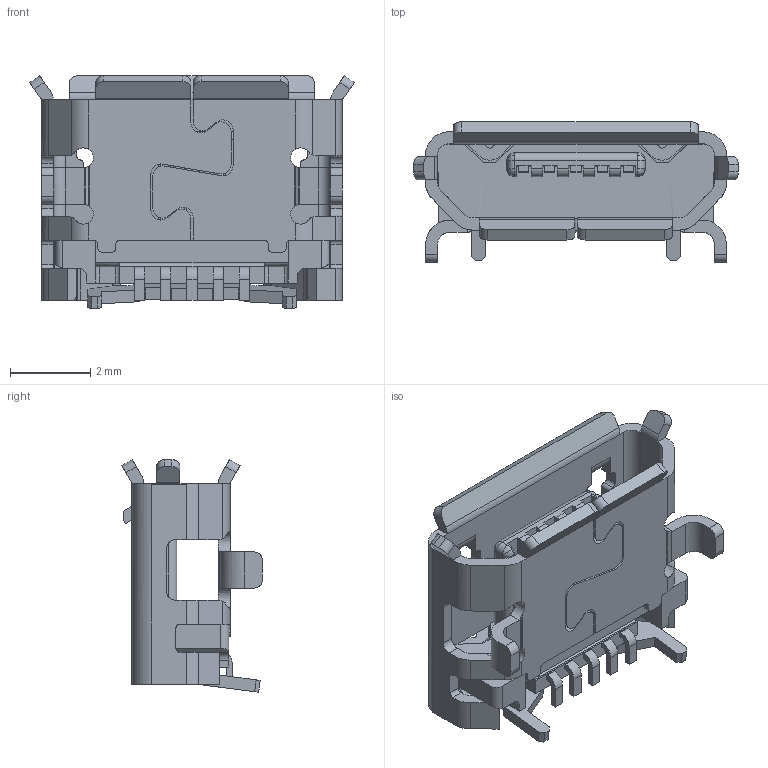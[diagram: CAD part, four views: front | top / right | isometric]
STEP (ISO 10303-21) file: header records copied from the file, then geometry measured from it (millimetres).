
FILE_DESCRIPTION (( 'STEP AP214' ), '1' );
FILE_NAME ('part ZX62D-B-5P8.STEP', '2018-11-26T23:56:28', ( '' ), ( '' ), 'SwSTEP 2.0', 'SolidWorks 2017', '' );
FILE_SCHEMA (( 'AUTOMOTIVE_DESIGN' ));
Length unit declared in the file: millimetre
Products named in the file (1): part ZX62D-B-5P8
Bounding box: 8.09 x 3.5 x 5.8 mm (x, y, z)
Volume: 42.9 mm3; surface area: 293.5 mm2
Topology: 13 solids, 13 shells, 595 faces, 1683 edges, 1096 vertices
Faces by surface type: plane 378, cylinder 201, bspline 10, cone 6
Entity records: 26638 total; most frequent: CARTESIAN_POINT 5243, ORIENTED_EDGE 3350, DIRECTION 2616, EDGE_CURVE 1675, VECTOR 1122, LINE 1122, VERTEX_POINT 1096, AXIS2_PLACEMENT_3D 747
